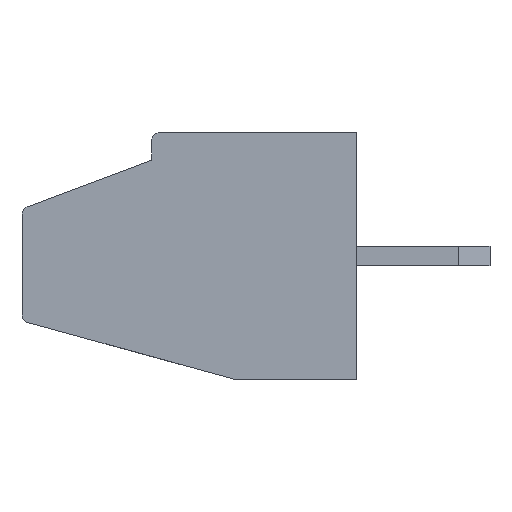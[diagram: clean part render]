
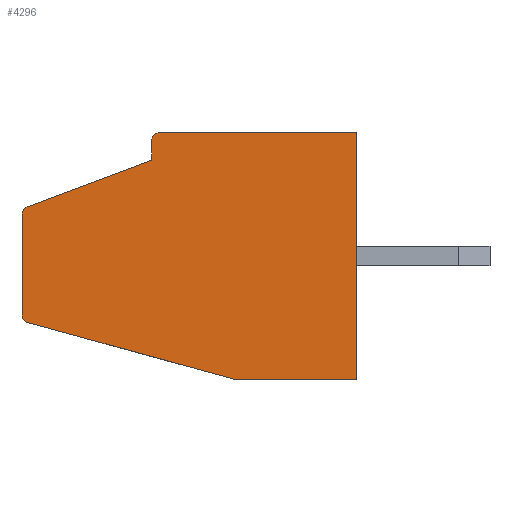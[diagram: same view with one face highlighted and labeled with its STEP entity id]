
A CAD part, left-side view. The second image highlights one B-rep face of the part: STEP entity #4296.
In plain terms, the highlighted planar face has unit normal (-1, 0, 0).
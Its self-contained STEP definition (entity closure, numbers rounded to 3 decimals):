
#290 = CARTESIAN_POINT ( 'NONE',  ( -1.495, 8.353, -1.69 ) ) ;
#568 = CARTESIAN_POINT ( 'NONE',  ( -1.495, 5., 3.135 ) ) ;
#2176 = ORIENTED_EDGE ( 'NONE', *, *, #12136, .T. ) ;
#3032 = DIRECTION ( 'NONE',  ( 0., 0., -1. ) ) ;
#3263 = CARTESIAN_POINT ( 'NONE',  ( -1.495, 5.2, 2.935 ) ) ;
#3950 = DIRECTION ( 'NONE',  ( -1., 0., 0. ) ) ;
#4296 = ADVANCED_FACE ( 'NONE', ( #14206 ), #23716, .F. ) ;
#4733 = VERTEX_POINT ( 'NONE', #3263 ) ;
#4756 = ORIENTED_EDGE ( 'NONE', *, *, #30678, .F. ) ;
#5049 = LINE ( 'NONE', #14195, #28613 ) ;
#5286 = VECTOR ( 'NONE', #17535, 1000. ) ;
#5287 = EDGE_CURVE ( 'NONE', #18057, #30591, #25909, .T. ) ;
#5367 = VERTEX_POINT ( 'NONE', #290 ) ;
#5592 = EDGE_CURVE ( 'NONE', #17673, #4733, #24279, .T. ) ;
#5955 = ORIENTED_EDGE ( 'NONE', *, *, #12971, .T. ) ;
#6345 = AXIS2_PLACEMENT_3D ( 'NONE', #17902, #3950, #10612 ) ;
#6630 = LINE ( 'NONE', #25134, #19123 ) ;
#7003 = EDGE_LOOP ( 'NONE', ( #29795, #5955, #21619, #23448, #2176, #16118, #30589, #4756, #23568, #20357 ) ) ;
#8795 = CARTESIAN_POINT ( 'NONE',  ( -1.495, 3.1, -3.135 ) ) ;
#9325 = CIRCLE ( 'NONE', #17717, 0.2 ) ;
#9453 = CIRCLE ( 'NONE', #10434, 0.2 ) ;
#9618 = DIRECTION ( 'NONE',  ( 0., 0., -1. ) ) ;
#10407 = CARTESIAN_POINT ( 'NONE',  ( -1.495, 5.2, 2.435 ) ) ;
#10434 = AXIS2_PLACEMENT_3D ( 'NONE', #29171, #21558, #9618 ) ;
#10612 = DIRECTION ( 'NONE',  ( 0., 0., -1. ) ) ;
#10781 = DIRECTION ( 'NONE',  ( -1., 0., 0. ) ) ;
#11297 = CIRCLE ( 'NONE', #6345, 0.2 ) ;
#11439 = DIRECTION ( 'NONE',  ( 0., -0.937, 0.351 ) ) ;
#11676 = VECTOR ( 'NONE', #15773, 1000. ) ;
#12136 = EDGE_CURVE ( 'NONE', #25700, #30591, #11297, .T. ) ;
#12837 = EDGE_CURVE ( 'NONE', #15033, #26150, #14818, .T. ) ;
#12971 = EDGE_CURVE ( 'NONE', #15033, #4733, #9325, .T. ) ;
#13928 = EDGE_CURVE ( 'NONE', #18057, #5367, #9453, .T. ) ;
#14195 = CARTESIAN_POINT ( 'NONE',  ( -1.495, 8.5, -1.65 ) ) ;
#14206 = FACE_OUTER_BOUND ( 'NONE', #7003, .T. ) ;
#14388 = CARTESIAN_POINT ( 'NONE',  ( -1.495, 0., 3.135 ) ) ;
#14501 = CARTESIAN_POINT ( 'NONE',  ( -1.495, 8.37, 1.249 ) ) ;
#14818 = LINE ( 'NONE', #24332, #23200 ) ;
#15033 = VERTEX_POINT ( 'NONE', #568 ) ;
#15315 = LINE ( 'NONE', #20144, #27854 ) ;
#15773 = DIRECTION ( 'NONE',  ( 0., 0., 1. ) ) ;
#15897 = DIRECTION ( 'NONE',  ( 0., -1., 0. ) ) ;
#16080 = CARTESIAN_POINT ( 'NONE',  ( -1.495, 8.5, 3.135 ) ) ;
#16118 = ORIENTED_EDGE ( 'NONE', *, *, #5287, .F. ) ;
#17535 = DIRECTION ( 'NONE',  ( 0., 0., 1. ) ) ;
#17673 = VERTEX_POINT ( 'NONE', #30173 ) ;
#17717 = AXIS2_PLACEMENT_3D ( 'NONE', #23056, #10781, #25090 ) ;
#17804 = DIRECTION ( 'NONE',  ( 0., 0., 1. ) ) ;
#17902 = CARTESIAN_POINT ( 'NONE',  ( -1.495, 8.3, 1.061 ) ) ;
#17926 = CARTESIAN_POINT ( 'NONE',  ( -1.495, 0., -3.135 ) ) ;
#18057 = VERTEX_POINT ( 'NONE', #27956 ) ;
#18846 = DIRECTION ( 'NONE',  ( 1., 0., 0. ) ) ;
#19123 = VECTOR ( 'NONE', #11439, 1000. ) ;
#19663 = EDGE_CURVE ( 'NONE', #20560, #26150, #15315, .T. ) ;
#20144 = CARTESIAN_POINT ( 'NONE',  ( -1.495, 0., 3.135 ) ) ;
#20357 = ORIENTED_EDGE ( 'NONE', *, *, #19663, .T. ) ;
#20480 = VERTEX_POINT ( 'NONE', #8795 ) ;
#20540 = EDGE_CURVE ( 'NONE', #20480, #20560, #24397, .T. ) ;
#20560 = VERTEX_POINT ( 'NONE', #17926 ) ;
#21337 = DIRECTION ( 'NONE',  ( 0., 0.964, 0.265 ) ) ;
#21558 = DIRECTION ( 'NONE',  ( -1., 0., 0. ) ) ;
#21619 = ORIENTED_EDGE ( 'NONE', *, *, #5592, .F. ) ;
#21657 = CARTESIAN_POINT ( 'NONE',  ( -1.495, 8.5, 3.135 ) ) ;
#22447 = AXIS2_PLACEMENT_3D ( 'NONE', #21657, #18846, #3032 ) ;
#23056 = CARTESIAN_POINT ( 'NONE',  ( -1.495, 5., 2.935 ) ) ;
#23200 = VECTOR ( 'NONE', #26790, 1000. ) ;
#23448 = ORIENTED_EDGE ( 'NONE', *, *, #29267, .F. ) ;
#23568 = ORIENTED_EDGE ( 'NONE', *, *, #20540, .T. ) ;
#23716 = PLANE ( 'NONE',  #22447 ) ;
#24279 = LINE ( 'NONE', #10407, #5286 ) ;
#24332 = CARTESIAN_POINT ( 'NONE',  ( -1.495, 8.5, 3.135 ) ) ;
#24397 = LINE ( 'NONE', #29751, #24466 ) ;
#24466 = VECTOR ( 'NONE', #15897, 1000. ) ;
#25090 = DIRECTION ( 'NONE',  ( 0., 0., -1. ) ) ;
#25134 = CARTESIAN_POINT ( 'NONE',  ( -1.495, 8.5, 1.2 ) ) ;
#25700 = VERTEX_POINT ( 'NONE', #14501 ) ;
#25909 = LINE ( 'NONE', #16080, #11676 ) ;
#26150 = VERTEX_POINT ( 'NONE', #14388 ) ;
#26790 = DIRECTION ( 'NONE',  ( 0., -1., 0. ) ) ;
#27854 = VECTOR ( 'NONE', #17804, 1000. ) ;
#27956 = CARTESIAN_POINT ( 'NONE',  ( -1.495, 8.5, -1.498 ) ) ;
#28196 = CARTESIAN_POINT ( 'NONE',  ( -1.495, 8.5, 1.061 ) ) ;
#28613 = VECTOR ( 'NONE', #21337, 1000. ) ;
#29171 = CARTESIAN_POINT ( 'NONE',  ( -1.495, 8.3, -1.498 ) ) ;
#29267 = EDGE_CURVE ( 'NONE', #25700, #17673, #6630, .T. ) ;
#29751 = CARTESIAN_POINT ( 'NONE',  ( -1.495, 8.5, -3.135 ) ) ;
#29795 = ORIENTED_EDGE ( 'NONE', *, *, #12837, .F. ) ;
#30173 = CARTESIAN_POINT ( 'NONE',  ( -1.495, 5.2, 2.435 ) ) ;
#30589 = ORIENTED_EDGE ( 'NONE', *, *, #13928, .T. ) ;
#30591 = VERTEX_POINT ( 'NONE', #28196 ) ;
#30678 = EDGE_CURVE ( 'NONE', #20480, #5367, #5049, .T. ) ;
